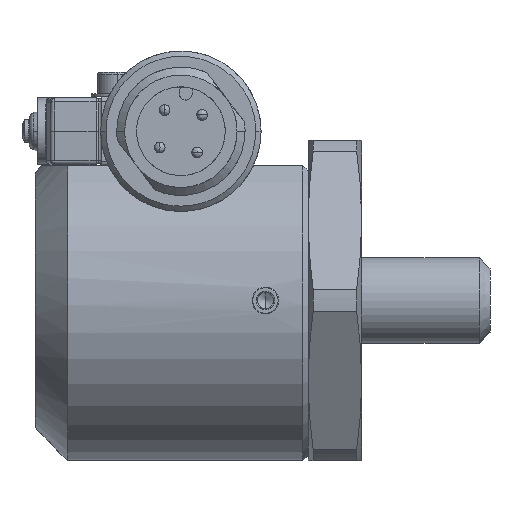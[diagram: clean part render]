
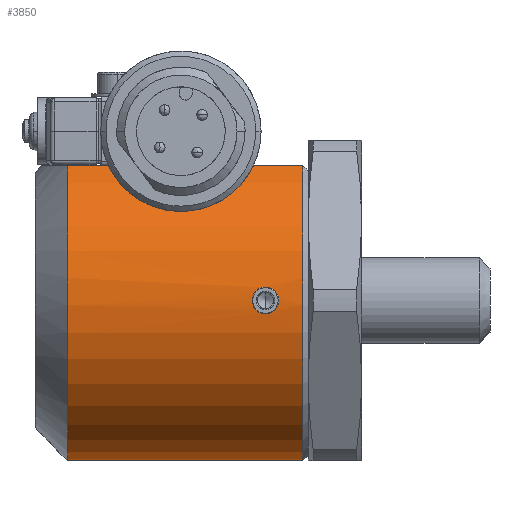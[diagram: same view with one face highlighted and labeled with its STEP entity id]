
A CAD part, left-side view. The second image highlights one B-rep face of the part: STEP entity #3850.
In plain terms, the highlighted cylindrical face has radius 15 mm (diameter 30 mm), a partial arc.
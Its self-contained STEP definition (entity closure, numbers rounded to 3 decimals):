
#3850=ADVANCED_FACE('',(#8219,#8220),#8221,.T.);
#8219=FACE_OUTER_BOUND('',#14142,.T.);
#8220=FACE_BOUND('',#14143,.T.);
#8221=CYLINDRICAL_SURFACE('',#14144,15.0);
#14142=EDGE_LOOP('',(#26199,#26200,#26201,#26202));
#14143=EDGE_LOOP('',(#26203,#26204));
#14144=AXIS2_PLACEMENT_3D('',#26205,#26206,#26207);
#26199=ORIENTED_EDGE('',*,*,#34535,.T.);
#26200=ORIENTED_EDGE('',*,*,#34612,.F.);
#26201=ORIENTED_EDGE('',*,*,#34599,.T.);
#26202=ORIENTED_EDGE('',*,*,#34590,.T.);
#26203=ORIENTED_EDGE('',*,*,#34613,.F.);
#26204=ORIENTED_EDGE('',*,*,#34556,.F.);
#26205=CARTESIAN_POINT('',(0.,17.0,0.));
#26206=DIRECTION('',(0.,-1.0,0.0));
#26207=DIRECTION('',(0.0,0.0,1.0));
#34535=EDGE_CURVE('',#42150,#42151,#42152,.T.);
#34556=EDGE_CURVE('',#42185,#42187,#42188,.T.);
#34590=EDGE_CURVE('',#42241,#42150,#42242,.T.);
#34599=EDGE_CURVE('',#42255,#42241,#42256,.T.);
#34612=EDGE_CURVE('',#42255,#42151,#42269,.T.);
#34613=EDGE_CURVE('',#42187,#42185,#42270,.T.);
#42150=VERTEX_POINT('',#57237);
#42151=VERTEX_POINT('',#57238);
#42152=LINE('',#57239,#57240);
#42185=VERTEX_POINT('',#57335);
#42187=VERTEX_POINT('',#57338);
#42188=B_SPLINE_CURVE_WITH_KNOTS('',3,(#57339,#57340,#57341,#57342,#57343,#57344,#57345,#57346,#57347,#57348,#57349,#57350,#57351,#57352,#57353,#57354,#57355,#57356,#57357,#57358),.UNSPECIFIED.,.F.,.F.,(4,2,2,2,2,2,2,2,2,4),(0.004,0.004,0.005,0.005,0.006,0.006,0.007,0.007,0.007,0.008),.UNSPECIFIED.);
#42241=VERTEX_POINT('',#57498);
#42242=CIRCLE('',#57499,15.0);
#42255=VERTEX_POINT('',#57524);
#42256=LINE('',#57525,#57526);
#42269=CIRCLE('',#57551,15.0);
#42270=B_SPLINE_CURVE_WITH_KNOTS('',3,(#57552,#57553,#57554,#57555,#57556,#57557,#57558,#57559,#57560,#57561,#57562,#57563,#57564,#57565,#57566,#57567,#57568,#57569,#57570,#57571),.UNSPECIFIED.,.F.,.F.,(4,2,2,2,2,2,2,2,2,4),(0.,0.,0.001,0.001,0.002,0.002,0.003,0.003,0.004,0.004),.UNSPECIFIED.);
#57237=CARTESIAN_POINT('',(0.,39.5,-15.0));
#57238=CARTESIAN_POINT('',(0.,17.5,-15.0));
#57239=CARTESIAN_POINT('',(0.,28.5,-15.0));
#57240=VECTOR('',#66227,1.0);
#57335=CARTESIAN_POINT('',(-14.948,21.0,-1.25));
#57338=CARTESIAN_POINT('',(-14.948,21.0,1.25));
#57339=CARTESIAN_POINT('',(-14.948,21.0,-1.25));
#57340=CARTESIAN_POINT('',(-14.948,20.837,-1.25));
#57341=CARTESIAN_POINT('',(-14.951,20.672,-1.217));
#57342=CARTESIAN_POINT('',(-14.96,20.371,-1.093));
#57343=CARTESIAN_POINT('',(-14.967,20.232,-1.));
#57344=CARTESIAN_POINT('',(-14.981,20.001,-0.769));
#57345=CARTESIAN_POINT('',(-14.987,19.908,-0.631));
#57346=CARTESIAN_POINT('',(-14.997,19.783,-0.328));
#57347=CARTESIAN_POINT('',(-15.,19.75,-0.166));
#57348=CARTESIAN_POINT('',(-15.,19.75,0.164));
#57349=CARTESIAN_POINT('',(-14.997,19.782,0.326));
#57350=CARTESIAN_POINT('',(-14.99,19.876,0.554));
#57351=CARTESIAN_POINT('',(-14.987,19.915,0.625));
#57352=CARTESIAN_POINT('',(-14.981,20.005,0.761));
#57353=CARTESIAN_POINT('',(-14.977,20.058,0.826));
#57354=CARTESIAN_POINT('',(-14.967,20.231,0.999));
#57355=CARTESIAN_POINT('',(-14.96,20.37,1.092));
#57356=CARTESIAN_POINT('',(-14.951,20.671,1.217));
#57357=CARTESIAN_POINT('',(-14.948,20.835,1.25));
#57358=CARTESIAN_POINT('',(-14.948,21.0,1.25));
#57498=CARTESIAN_POINT('',(-8.139,39.5,12.6));
#57499=AXIS2_PLACEMENT_3D('',#66285,#66286,#66287);
#57524=CARTESIAN_POINT('',(-8.139,17.5,12.6));
#57525=CARTESIAN_POINT('',(-8.139,17.5,12.6));
#57526=VECTOR('',#66297,22.0);
#57551=AXIS2_PLACEMENT_3D('',#66317,#66318,#66319);
#57552=CARTESIAN_POINT('',(-14.948,21.0,1.25));
#57553=CARTESIAN_POINT('',(-14.948,21.165,1.25));
#57554=CARTESIAN_POINT('',(-14.951,21.327,1.217));
#57555=CARTESIAN_POINT('',(-14.96,21.63,1.092));
#57556=CARTESIAN_POINT('',(-14.967,21.769,0.999));
#57557=CARTESIAN_POINT('',(-14.981,21.999,0.768));
#57558=CARTESIAN_POINT('',(-14.988,22.092,0.629));
#57559=CARTESIAN_POINT('',(-14.997,22.217,0.328));
#57560=CARTESIAN_POINT('',(-15.,22.25,0.164));
#57561=CARTESIAN_POINT('',(-15.,22.25,-0.163));
#57562=CARTESIAN_POINT('',(-14.997,22.218,-0.327));
#57563=CARTESIAN_POINT('',(-14.988,22.092,-0.629));
#57564=CARTESIAN_POINT('',(-14.981,22.001,-0.767));
#57565=CARTESIAN_POINT('',(-14.967,21.767,-1.));
#57566=CARTESIAN_POINT('',(-14.96,21.63,-1.092));
#57567=CARTESIAN_POINT('',(-14.953,21.403,-1.186));
#57568=CARTESIAN_POINT('',(-14.951,21.325,-1.21));
#57569=CARTESIAN_POINT('',(-14.949,21.164,-1.242));
#57570=CARTESIAN_POINT('',(-14.948,21.082,-1.25));
#57571=CARTESIAN_POINT('',(-14.948,21.0,-1.25));
#66227=DIRECTION('',(0.,-1.0,0.0));
#66285=CARTESIAN_POINT('',(0.,39.5,0.));
#66286=DIRECTION('',(0.0,-1.0,0.0));
#66287=DIRECTION('',(0.0,0.0,1.0));
#66297=DIRECTION('',(0.0,1.0,0.0));
#66317=CARTESIAN_POINT('',(0.,17.5,0.));
#66318=DIRECTION('',(0.0,-1.0,0.0));
#66319=DIRECTION('',(0.0,0.0,1.0));
